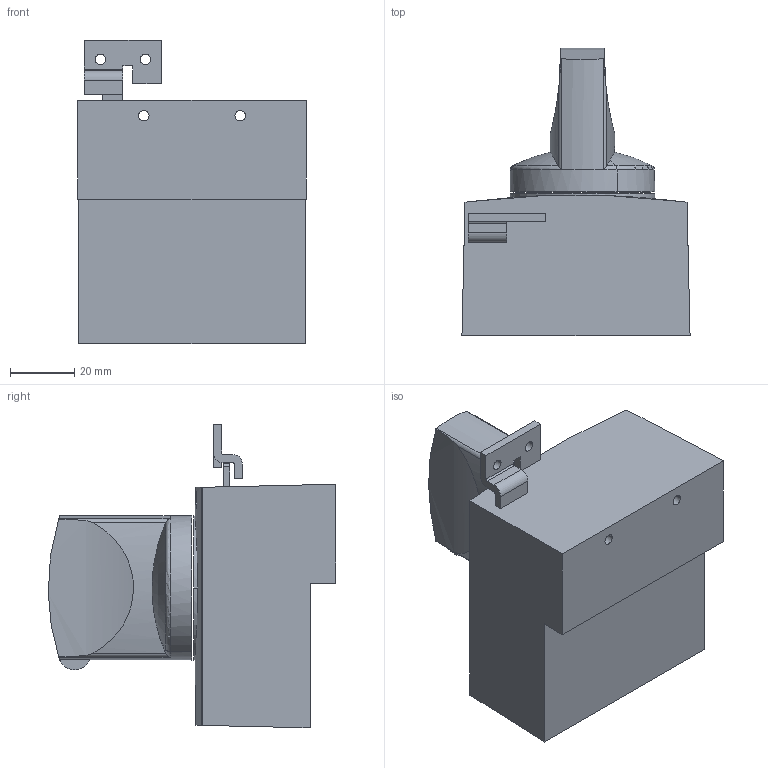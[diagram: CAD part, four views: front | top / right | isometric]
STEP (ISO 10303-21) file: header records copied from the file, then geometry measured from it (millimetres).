
FILE_DESCRIPTION(('CATIA V5 STEP Exchange'),'2;1');
FILE_NAME('1SDH001294R0064_1PA_001_00_A1_4p_RHD.stp','2014-12-04T15:42:05+00:00',('none'),('none'),'CATIA Version 5 Release 20 SP 1 (IN-10)','CATIA V5 STEP AP214','none');
FILE_SCHEMA(('AUTOMOTIVE_DESIGN { 1 0 10303 214 1 1 1 1 }'));
Length unit declared in the file: millimetre
Products named in the file (1): 1SDH001294R0064_1PA_001_00_A1_4p_RHD
Bounding box: 71 x 89.48 x 94.52 mm (x, y, z)
Volume: 241249.8 mm3; surface area: 32330.8 mm2
Topology: 3 solids, 3 shells, 78 faces, 196 edges, 129 vertices
Faces by surface type: plane 36, cylinder 34, sphere 4, torus 4
Entity records: 2666 total; most frequent: CARTESIAN_POINT 685, ORIENTED_EDGE 392, DIRECTION 278, EDGE_CURVE 196, VERTEX_POINT 129, AXIS2_PLACEMENT_3D 110, VECTOR 107, LINE 107
